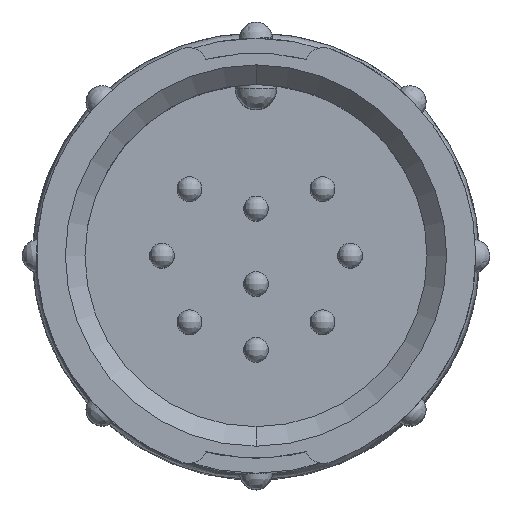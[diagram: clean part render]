
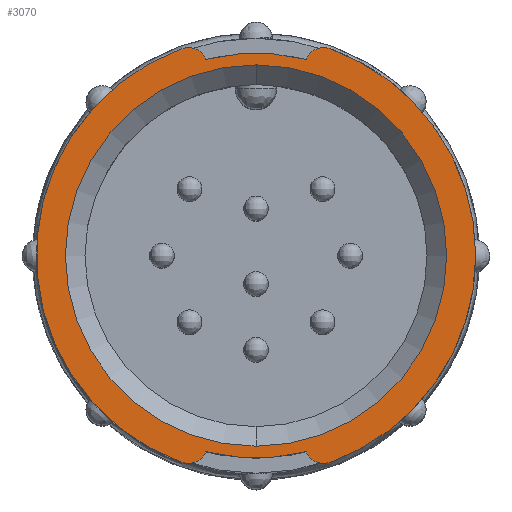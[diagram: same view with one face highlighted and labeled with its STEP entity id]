
A CAD part, top view. The second image highlights one B-rep face of the part: STEP entity #3070.
In plain terms, the highlighted planar face has unit normal (0, 0, 1).
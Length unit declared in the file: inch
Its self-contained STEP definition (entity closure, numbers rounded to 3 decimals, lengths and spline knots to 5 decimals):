
#113 = VERTEX_POINT ( 'NONE', #4578 ) ;
#210 = CIRCLE ( 'NONE', #8815, 0.35 ) ;
#211 = AXIS2_PLACEMENT_3D ( 'NONE', #1895, #3429, #8832 ) ;
#331 = CARTESIAN_POINT ( 'NONE',  ( 0.35, 0., 0. ) ) ;
#361 = EDGE_CURVE ( 'NONE', #5697, #1955, #651, .T. ) ;
#494 = DIRECTION ( 'NONE',  ( 0., 0., -1. ) ) ;
#651 = CIRCLE ( 'NONE', #5972, 0.35 ) ;
#845 = CARTESIAN_POINT ( 'NONE',  ( 0., 0., 0. ) ) ;
#875 = CIRCLE ( 'NONE', #6046, 0.3225 ) ;
#1015 = CIRCLE ( 'NONE', #7452, 0.03 ) ;
#1022 = EDGE_CURVE ( 'NONE', #6972, #4658, #1015, .T. ) ;
#1048 = EDGE_CURVE ( 'NONE', #5518, #3263, #8726, .T. ) ;
#1062 = CARTESIAN_POINT ( 'NONE',  ( 0., 0.30375, 0. ) ) ;
#1087 = FACE_OUTER_BOUND ( 'NONE', #2801, .T. ) ;
#1319 = EDGE_CURVE ( 'NONE', #3504, #5697, #9089, .T. ) ;
#1392 = AXIS2_PLACEMENT_3D ( 'NONE', #7313, #2655, #8079 ) ;
#1428 = VERTEX_POINT ( 'NONE', #3853 ) ;
#1445 = EDGE_CURVE ( 'NONE', #4658, #1428, #875, .T. ) ;
#1491 = CARTESIAN_POINT ( 'NONE',  ( -0.08, -0.31242, 0. ) ) ;
#1508 = CIRCLE ( 'NONE', #1392, 0.03 ) ;
#1560 = AXIS2_PLACEMENT_3D ( 'NONE', #2887, #8321, #3687 ) ;
#1624 = DIRECTION ( 'NONE',  ( 0., -1., 0. ) ) ;
#1759 = CIRCLE ( 'NONE', #7141, 0.03 ) ;
#1873 = ORIENTED_EDGE ( 'NONE', *, *, #7402, .F. ) ;
#1895 = CARTESIAN_POINT ( 'NONE',  ( 0., 0.30375, 0. ) ) ;
#1955 = VERTEX_POINT ( 'NONE', #5812 ) ;
#2104 = ORIENTED_EDGE ( 'NONE', *, *, #6852, .F. ) ;
#2129 = CARTESIAN_POINT ( 'NONE',  ( 0.08, -0.31242, 0. ) ) ;
#2304 = VERTEX_POINT ( 'NONE', #1062 ) ;
#2655 = DIRECTION ( 'NONE',  ( 0., 0., -1. ) ) ;
#2801 = EDGE_LOOP ( 'NONE', ( #7047, #4173, #7745, #9037, #9679, #2995, #6085, #4263, #5400 ) ) ;
#2802 = CIRCLE ( 'NONE', #3615, 0.30375 ) ;
#2887 = CARTESIAN_POINT ( 'NONE',  ( 0., 0., 0. ) ) ;
#2995 = ORIENTED_EDGE ( 'NONE', *, *, #6552, .F. ) ;
#3070 = ADVANCED_FACE ( 'NONE', ( #9043, #1087 ), #5754, .F. ) ;
#3087 = DIRECTION ( 'NONE',  ( 0., 0., -1. ) ) ;
#3217 = DIRECTION ( 'NONE',  ( 1., 0., 0. ) ) ;
#3231 = CARTESIAN_POINT ( 'NONE',  ( 0., 0., 0. ) ) ;
#3263 = VERTEX_POINT ( 'NONE', #1491 ) ;
#3388 = DIRECTION ( 'NONE',  ( 0., 0., -1. ) ) ;
#3426 = DIRECTION ( 'NONE',  ( 0., 0., -1. ) ) ;
#3429 = DIRECTION ( 'NONE',  ( 0., 0., -1. ) ) ;
#3504 = VERTEX_POINT ( 'NONE', #8270 ) ;
#3615 = AXIS2_PLACEMENT_3D ( 'NONE', #3231, #8643, #4032 ) ;
#3687 = DIRECTION ( 'NONE',  ( 1., 0., 0. ) ) ;
#3853 = CARTESIAN_POINT ( 'NONE',  ( 0.08, 0.31242, 0. ) ) ;
#4015 = CARTESIAN_POINT ( 'NONE',  ( -0.11796, 0.32952, 0. ) ) ;
#4032 = DIRECTION ( 'NONE',  ( 0., -1., 0. ) ) ;
#4173 = ORIENTED_EDGE ( 'NONE', *, *, #1048, .F. ) ;
#4263 = ORIENTED_EDGE ( 'NONE', *, *, #1022, .F. ) ;
#4419 = CARTESIAN_POINT ( 'NONE',  ( -0.10785, 0.30128, 0. ) ) ;
#4463 = CARTESIAN_POINT ( 'NONE',  ( -0.11796, -0.32952, 0. ) ) ;
#4523 = DIRECTION ( 'NONE',  ( 0., 0., -1. ) ) ;
#4578 = CARTESIAN_POINT ( 'NONE',  ( 0., -0.30375, 0. ) ) ;
#4658 = VERTEX_POINT ( 'NONE', #7760 ) ;
#4971 = AXIS2_PLACEMENT_3D ( 'NONE', #9151, #4523, #9929 ) ;
#5032 = AXIS2_PLACEMENT_3D ( 'NONE', #845, #6266, #1624 ) ;
#5054 = AXIS2_PLACEMENT_3D ( 'NONE', #8037, #3388, #8794 ) ;
#5060 = VERTEX_POINT ( 'NONE', #4463 ) ;
#5086 = CARTESIAN_POINT ( 'NONE',  ( 0., 0., 0. ) ) ;
#5203 = DIRECTION ( 'NONE',  ( 1., 0., 0. ) ) ;
#5400 = ORIENTED_EDGE ( 'NONE', *, *, #6394, .F. ) ;
#5518 = VERTEX_POINT ( 'NONE', #2129 ) ;
#5544 = CARTESIAN_POINT ( 'NONE',  ( 0., 0., 0. ) ) ;
#5697 = VERTEX_POINT ( 'NONE', #331 ) ;
#5713 = EDGE_CURVE ( 'NONE', #3263, #5060, #7444, .T. ) ;
#5745 = EDGE_CURVE ( 'NONE', #1955, #5518, #1759, .T. ) ;
#5754 = PLANE ( 'NONE',  #211 ) ;
#5812 = CARTESIAN_POINT ( 'NONE',  ( 0.11796, -0.32952, 0. ) ) ;
#5894 = DIRECTION ( 'NONE',  ( 1., 0., 0. ) ) ;
#5972 = AXIS2_PLACEMENT_3D ( 'NONE', #5544, #7864, #3217 ) ;
#5994 = CIRCLE ( 'NONE', #5032, 0.30375 ) ;
#6046 = AXIS2_PLACEMENT_3D ( 'NONE', #7741, #3087, #8508 ) ;
#6085 = ORIENTED_EDGE ( 'NONE', *, *, #1445, .F. ) ;
#6266 = DIRECTION ( 'NONE',  ( 0., 0., 1. ) ) ;
#6394 = EDGE_CURVE ( 'NONE', #5060, #6972, #210, .T. ) ;
#6552 = EDGE_CURVE ( 'NONE', #1428, #3504, #1508, .T. ) ;
#6852 = EDGE_CURVE ( 'NONE', #113, #2304, #5994, .T. ) ;
#6972 = VERTEX_POINT ( 'NONE', #4015 ) ;
#7047 = ORIENTED_EDGE ( 'NONE', *, *, #5713, .F. ) ;
#7141 = AXIS2_PLACEMENT_3D ( 'NONE', #8064, #3426, #8829 ) ;
#7313 = CARTESIAN_POINT ( 'NONE',  ( 0.10785, 0.30128, 0. ) ) ;
#7402 = EDGE_CURVE ( 'NONE', #2304, #113, #2802, .T. ) ;
#7444 = CIRCLE ( 'NONE', #5054, 0.03 ) ;
#7452 = AXIS2_PLACEMENT_3D ( 'NONE', #4419, #9833, #5203 ) ;
#7741 = CARTESIAN_POINT ( 'NONE',  ( 0., 0., 0. ) ) ;
#7745 = ORIENTED_EDGE ( 'NONE', *, *, #5745, .F. ) ;
#7760 = CARTESIAN_POINT ( 'NONE',  ( -0.08, 0.31242, 0. ) ) ;
#7864 = DIRECTION ( 'NONE',  ( 0., 0., -1. ) ) ;
#8037 = CARTESIAN_POINT ( 'NONE',  ( -0.10785, -0.30128, 0. ) ) ;
#8064 = CARTESIAN_POINT ( 'NONE',  ( 0.10785, -0.30128, 0. ) ) ;
#8079 = DIRECTION ( 'NONE',  ( 1., 0., 0. ) ) ;
#8270 = CARTESIAN_POINT ( 'NONE',  ( 0.11796, 0.32952, 0. ) ) ;
#8321 = DIRECTION ( 'NONE',  ( 0., 0., -1. ) ) ;
#8508 = DIRECTION ( 'NONE',  ( 1., 0., 0. ) ) ;
#8643 = DIRECTION ( 'NONE',  ( 0., 0., 1. ) ) ;
#8726 = CIRCLE ( 'NONE', #1560, 0.3225 ) ;
#8768 = EDGE_LOOP ( 'NONE', ( #2104, #1873 ) ) ;
#8794 = DIRECTION ( 'NONE',  ( 1., 0., 0. ) ) ;
#8815 = AXIS2_PLACEMENT_3D ( 'NONE', #5086, #494, #5894 ) ;
#8829 = DIRECTION ( 'NONE',  ( 1., 0., 0. ) ) ;
#8832 = DIRECTION ( 'NONE',  ( -1., 0., 0. ) ) ;
#9037 = ORIENTED_EDGE ( 'NONE', *, *, #361, .F. ) ;
#9043 = FACE_BOUND ( 'NONE', #8768, .T. ) ;
#9089 = CIRCLE ( 'NONE', #4971, 0.35 ) ;
#9151 = CARTESIAN_POINT ( 'NONE',  ( 0., 0., 0. ) ) ;
#9679 = ORIENTED_EDGE ( 'NONE', *, *, #1319, .F. ) ;
#9833 = DIRECTION ( 'NONE',  ( 0., 0., -1. ) ) ;
#9929 = DIRECTION ( 'NONE',  ( 1., 0., 0. ) ) ;
